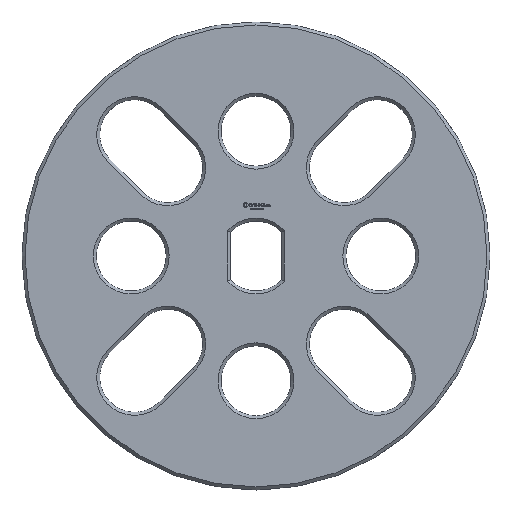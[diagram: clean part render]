
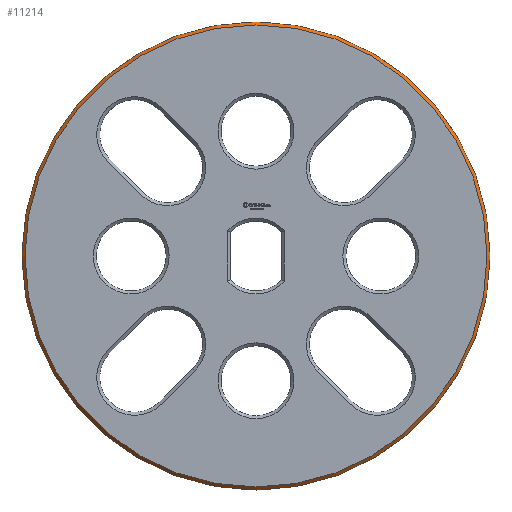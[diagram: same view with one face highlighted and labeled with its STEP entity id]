
A CAD part, top view. The second image highlights one B-rep face of the part: STEP entity #11214.
In plain terms, the highlighted conical face has half-angle 45 degrees and reference radius 23.438 mm.
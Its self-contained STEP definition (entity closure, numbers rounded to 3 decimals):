
#21 = EDGE_CURVE('',#22,#22,#24,.T.);
#22 = VERTEX_POINT('',#23);
#23 = CARTESIAN_POINT('',(23.138,0.,3.125));
#24 = SURFACE_CURVE('',#25,(#30,#42),.PCURVE_S1.);
#25 = CIRCLE('',#26,23.138);
#26 = AXIS2_PLACEMENT_3D('',#27,#28,#29);
#27 = CARTESIAN_POINT('',(0.,0.,3.125));
#28 = DIRECTION('',(0.,0.,-1.));
#29 = DIRECTION('',(1.,0.,0.));
#30 = PCURVE('',#31,#36);
#31 = PLANE('',#32);
#32 = AXIS2_PLACEMENT_3D('',#33,#34,#35);
#33 = CARTESIAN_POINT('',(0.,0.,3.125));
#34 = DIRECTION('',(0.,0.,-1.));
#35 = DIRECTION('',(1.,0.,0.));
#36 = DEFINITIONAL_REPRESENTATION('',(#37),#41);
#37 = CIRCLE('',#38,23.138);
#38 = AXIS2_PLACEMENT_2D('',#39,#40);
#39 = CARTESIAN_POINT('',(0.,0.));
#40 = DIRECTION('',(1.,0.));
#41 = ( GEOMETRIC_REPRESENTATION_CONTEXT(2) 
PARAMETRIC_REPRESENTATION_CONTEXT() REPRESENTATION_CONTEXT('2D SPACE',''
  ) );
#42 = PCURVE('',#43,#48);
#43 = CONICAL_SURFACE('',#44,23.438,0.785);
#44 = AXIS2_PLACEMENT_3D('',#45,#46,#47);
#45 = CARTESIAN_POINT('',(0.,0.,2.825));
#46 = DIRECTION('',(0.,0.,-1.));
#47 = DIRECTION('',(1.,0.,0.));
#48 = DEFINITIONAL_REPRESENTATION('',(#49),#53);
#49 = LINE('',#50,#51);
#50 = CARTESIAN_POINT('',(0.,-0.3));
#51 = VECTOR('',#52,1.);
#52 = DIRECTION('',(1.,-0.));
#53 = ( GEOMETRIC_REPRESENTATION_CONTEXT(2) 
PARAMETRIC_REPRESENTATION_CONTEXT() REPRESENTATION_CONTEXT('2D SPACE',''
  ) );
#11214 = ADVANCED_FACE('',(#11215),#43,.T.);
#11215 = FACE_BOUND('',#11216,.F.);
#11216 = EDGE_LOOP('',(#11217,#11246,#11267,#11268));
#11217 = ORIENTED_EDGE('',*,*,#11218,.T.);
#11218 = EDGE_CURVE('',#11219,#11219,#11221,.T.);
#11219 = VERTEX_POINT('',#11220);
#11220 = CARTESIAN_POINT('',(23.438,0.,2.825));
#11221 = SURFACE_CURVE('',#11222,(#11227,#11234),.PCURVE_S1.);
#11222 = CIRCLE('',#11223,23.438);
#11223 = AXIS2_PLACEMENT_3D('',#11224,#11225,#11226);
#11224 = CARTESIAN_POINT('',(0.,0.,2.825));
#11225 = DIRECTION('',(0.,0.,-1.));
#11226 = DIRECTION('',(1.,0.,0.));
#11227 = PCURVE('',#43,#11228);
#11228 = DEFINITIONAL_REPRESENTATION('',(#11229),#11233);
#11229 = LINE('',#11230,#11231);
#11230 = CARTESIAN_POINT('',(0.,-0.));
#11231 = VECTOR('',#11232,1.);
#11232 = DIRECTION('',(1.,-0.));
#11233 = ( GEOMETRIC_REPRESENTATION_CONTEXT(2) 
PARAMETRIC_REPRESENTATION_CONTEXT() REPRESENTATION_CONTEXT('2D SPACE',''
  ) );
#11234 = PCURVE('',#11235,#11240);
#11235 = CYLINDRICAL_SURFACE('',#11236,23.438);
#11236 = AXIS2_PLACEMENT_3D('',#11237,#11238,#11239);
#11237 = CARTESIAN_POINT('',(0.,0.,2.325));
#11238 = DIRECTION('',(0.,0.,1.));
#11239 = DIRECTION('',(1.,0.,0.));
#11240 = DEFINITIONAL_REPRESENTATION('',(#11241),#11245);
#11241 = LINE('',#11242,#11243);
#11242 = CARTESIAN_POINT('',(-0.,0.5));
#11243 = VECTOR('',#11244,1.);
#11244 = DIRECTION('',(-1.,0.));
#11245 = ( GEOMETRIC_REPRESENTATION_CONTEXT(2) 
PARAMETRIC_REPRESENTATION_CONTEXT() REPRESENTATION_CONTEXT('2D SPACE',''
  ) );
#11246 = ORIENTED_EDGE('',*,*,#11247,.T.);
#11247 = EDGE_CURVE('',#11219,#22,#11248,.T.);
#11248 = SEAM_CURVE('',#11249,(#11253,#11260),.PCURVE_S1.);
#11249 = LINE('',#11250,#11251);
#11250 = CARTESIAN_POINT('',(23.438,0.,2.825));
#11251 = VECTOR('',#11252,1.);
#11252 = DIRECTION('',(-0.707,0.,
    0.707));
#11253 = PCURVE('',#43,#11254);
#11254 = DEFINITIONAL_REPRESENTATION('',(#11255),#11259);
#11255 = LINE('',#11256,#11257);
#11256 = CARTESIAN_POINT('',(0.,-0.));
#11257 = VECTOR('',#11258,1.);
#11258 = DIRECTION('',(0.,-1.));
#11259 = ( GEOMETRIC_REPRESENTATION_CONTEXT(2) 
PARAMETRIC_REPRESENTATION_CONTEXT() REPRESENTATION_CONTEXT('2D SPACE',''
  ) );
#11260 = PCURVE('',#43,#11261);
#11261 = DEFINITIONAL_REPRESENTATION('',(#11262),#11266);
#11262 = LINE('',#11263,#11264);
#11263 = CARTESIAN_POINT('',(6.283,-0.));
#11264 = VECTOR('',#11265,1.);
#11265 = DIRECTION('',(0.,-1.));
#11266 = ( GEOMETRIC_REPRESENTATION_CONTEXT(2) 
PARAMETRIC_REPRESENTATION_CONTEXT() REPRESENTATION_CONTEXT('2D SPACE',''
  ) );
#11267 = ORIENTED_EDGE('',*,*,#21,.F.);
#11268 = ORIENTED_EDGE('',*,*,#11247,.F.);
